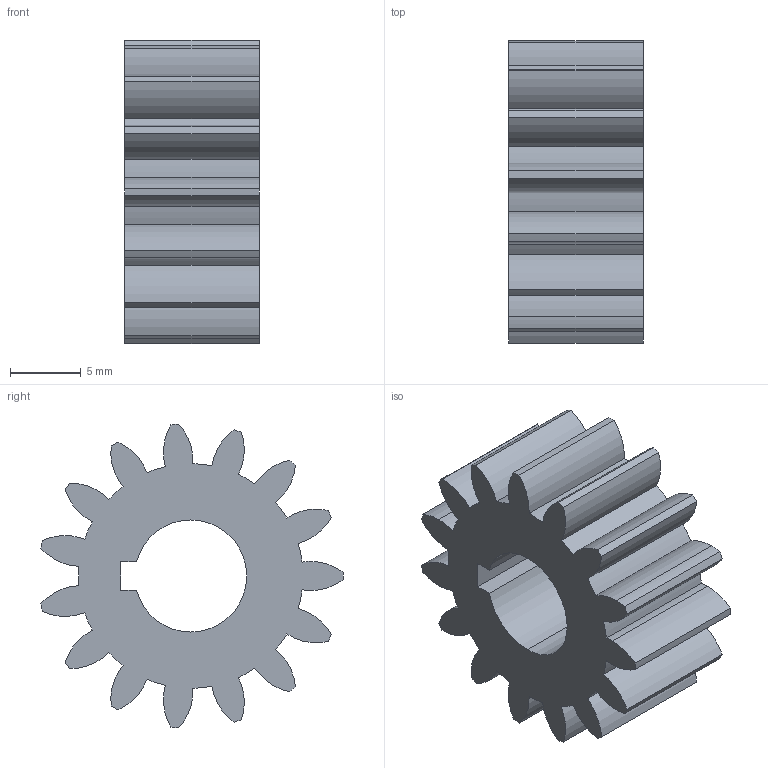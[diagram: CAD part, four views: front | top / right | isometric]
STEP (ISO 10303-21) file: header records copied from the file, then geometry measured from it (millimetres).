
FILE_DESCRIPTION (( 'STEP AP203' ), '1' );
FILE_NAME ('15.CIM.AM.STEP', '2014-06-22T01:18:49', ( '' ), ( '' ), 'SwSTEP 2.0', 'SolidWorks 2013', '' );
FILE_SCHEMA (( 'CONFIG_CONTROL_DESIGN' ));
Length unit declared in the file: inch
Products named in the file (1): 15.CIM.AM
Bounding box: 9.53 x 21.41 x 21.52 mm (x, y, z)
Volume: 2084.7 mm3; surface area: 1846.3 mm2
Topology: 1 solids, 1 shells, 72 faces, 210 edges, 140 vertices
Faces by surface type: cylinder 67, plane 5
Entity records: 2551 total; most frequent: DIRECTION 490, CARTESIAN_POINT 423, ORIENTED_EDGE 420, EDGE_CURVE 210, AXIS2_PLACEMENT_3D 207, VERTEX_POINT 140, CIRCLE 134, VECTOR 76
